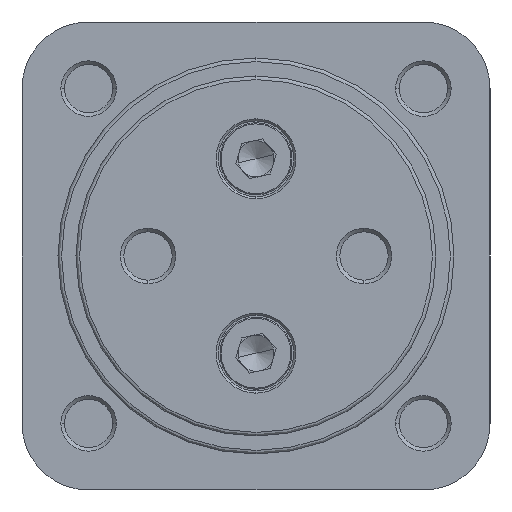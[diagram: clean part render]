
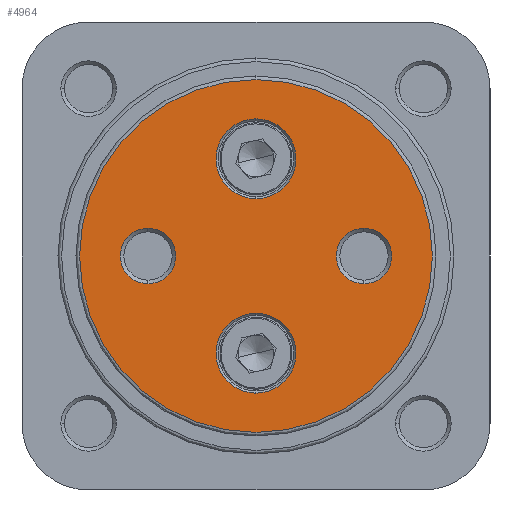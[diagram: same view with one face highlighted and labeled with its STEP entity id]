
A CAD part, left-side view. The second image highlights one B-rep face of the part: STEP entity #4964.
In plain terms, the highlighted planar face has unit normal (-1, 0, 0).
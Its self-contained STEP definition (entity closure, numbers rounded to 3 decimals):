
#41 = ORIENTED_EDGE ( 'NONE', *, *, #7395, .T. ) ;
#612 = CIRCLE ( 'NONE', #7145, 5.55 ) ;
#662 = CIRCLE ( 'NONE', #7166, 3.85 ) ;
#721 = CIRCLE ( 'NONE', #7184, 5.55 ) ;
#722 = CIRCLE ( 'NONE', #7183, 3.85 ) ;
#725 = CIRCLE ( 'NONE', #7185, 5.55 ) ;
#726 = CIRCLE ( 'NONE', #7189, 24.5 ) ;
#760 = CIRCLE ( 'NONE', #7206, 3.85 ) ;
#802 = CIRCLE ( 'NONE', #7226, 3.85 ) ;
#834 = CIRCLE ( 'NONE', #7237, 5.55 ) ;
#839 = CIRCLE ( 'NONE', #7236, 24.5 ) ;
#1226 = CARTESIAN_POINT ( 'NONE',  ( 0., 0., -13.5 ) ) ;
#1244 = DIRECTION ( 'NONE',  ( 1., 0., 0. ) ) ;
#1245 = DIRECTION ( 'NONE',  ( 0., 0., -1. ) ) ;
#1325 = CARTESIAN_POINT ( 'NONE',  ( 0., 15., 0. ) ) ;
#1326 = DIRECTION ( 'NONE',  ( 1., 0., 0. ) ) ;
#1327 = DIRECTION ( 'NONE',  ( 0., 0., -1. ) ) ;
#1420 = CARTESIAN_POINT ( 'NONE',  ( 0., 0., 13.5 ) ) ;
#1427 = DIRECTION ( 'NONE',  ( 1., 0., 0. ) ) ;
#1428 = DIRECTION ( 'NONE',  ( 0., 0., -1. ) ) ;
#1429 = CARTESIAN_POINT ( 'NONE',  ( 0., 15., 0. ) ) ;
#1431 = DIRECTION ( 'NONE',  ( 1., 0., 0. ) ) ;
#1432 = DIRECTION ( 'NONE',  ( 0., 0., -1. ) ) ;
#1435 = CARTESIAN_POINT ( 'NONE',  ( 0., 0., 0. ) ) ;
#1438 = CARTESIAN_POINT ( 'NONE',  ( 0., 0., -13.5 ) ) ;
#1439 = DIRECTION ( 'NONE',  ( 1., 0., 0. ) ) ;
#1440 = DIRECTION ( 'NONE',  ( 0., 0., -1. ) ) ;
#1442 = DIRECTION ( 'NONE',  ( -1., 0., 0. ) ) ;
#1443 = DIRECTION ( 'NONE',  ( 0., 0., -1. ) ) ;
#1505 = CARTESIAN_POINT ( 'NONE',  ( 0., -15., 0. ) ) ;
#1507 = DIRECTION ( 'NONE',  ( 1., 0., 0. ) ) ;
#1508 = DIRECTION ( 'NONE',  ( 0., 0., -1. ) ) ;
#1580 = CARTESIAN_POINT ( 'NONE',  ( 0., -15., 0. ) ) ;
#1589 = DIRECTION ( 'NONE',  ( 1., 0., 0. ) ) ;
#1590 = DIRECTION ( 'NONE',  ( 0., 0., -1. ) ) ;
#1640 = CARTESIAN_POINT ( 'NONE',  ( 0., 0., 13.5 ) ) ;
#1642 = DIRECTION ( 'NONE',  ( 1., 0., 0. ) ) ;
#1643 = DIRECTION ( 'NONE',  ( 0., 0., -1. ) ) ;
#1649 = CARTESIAN_POINT ( 'NONE',  ( 0., 0., 0. ) ) ;
#1650 = DIRECTION ( 'NONE',  ( -1., 0., 0. ) ) ;
#1651 = DIRECTION ( 'NONE',  ( 0., 0., -1. ) ) ;
#1793 = CARTESIAN_POINT ( 'NONE',  ( 0., 0., -7.95 ) ) ;
#1808 = CARTESIAN_POINT ( 'NONE',  ( 0., 15., -3.85 ) ) ;
#1820 = CARTESIAN_POINT ( 'NONE',  ( 0., 0., 24.5 ) ) ;
#1872 = CARTESIAN_POINT ( 'NONE',  ( 0., 0., 7.95 ) ) ;
#1935 = CARTESIAN_POINT ( 'NONE',  ( 0., 15., 3.85 ) ) ;
#1939 = CARTESIAN_POINT ( 'NONE',  ( 0., -15., -3.85 ) ) ;
#1964 = CARTESIAN_POINT ( 'NONE',  ( 0., 0., -24.5 ) ) ;
#1979 = CARTESIAN_POINT ( 'NONE',  ( 0., 0., -19.05 ) ) ;
#1985 = CARTESIAN_POINT ( 'NONE',  ( 0., -15., 3.85 ) ) ;
#2066 = CARTESIAN_POINT ( 'NONE',  ( 0., 0., 19.05 ) ) ;
#2569 = FACE_OUTER_BOUND ( 'NONE', #4795, .T. ) ;
#2572 = FACE_BOUND ( 'NONE', #6231, .T. ) ;
#2574 = FACE_BOUND ( 'NONE', #6239, .T. ) ;
#2576 = FACE_BOUND ( 'NONE', #6238, .T. ) ;
#2578 = FACE_BOUND ( 'NONE', #6242, .T. ) ;
#4714 = ORIENTED_EDGE ( 'NONE', *, *, #7496, .T. ) ;
#4715 = ORIENTED_EDGE ( 'NONE', *, *, #7437, .T. ) ;
#4716 = ORIENTED_EDGE ( 'NONE', *, *, #7436, .T. ) ;
#4723 = ORIENTED_EDGE ( 'NONE', *, *, #7517, .T. ) ;
#4737 = ORIENTED_EDGE ( 'NONE', *, *, #7441, .T. ) ;
#4740 = ORIENTED_EDGE ( 'NONE', *, *, #7520, .T. ) ;
#4795 = EDGE_LOOP ( 'NONE', ( #4737, #4740 ) ) ;
#4917 = ORIENTED_EDGE ( 'NONE', *, *, #7363, .T. ) ;
#4964 = ADVANCED_FACE ( 'NONE', ( #2569, #2574, #2576, #2578, #2572 ), #7862, .F. ) ;
#5187 = ORIENTED_EDGE ( 'NONE', *, *, #7440, .T. ) ;
#5188 = ORIENTED_EDGE ( 'NONE', *, *, #7465, .T. ) ;
#6231 = EDGE_LOOP ( 'NONE', ( #41, #4715 ) ) ;
#6238 = EDGE_LOOP ( 'NONE', ( #4723, #4716 ) ) ;
#6239 = EDGE_LOOP ( 'NONE', ( #4917, #5187 ) ) ;
#6242 = EDGE_LOOP ( 'NONE', ( #5188, #4714 ) ) ;
#6737 = AXIS2_PLACEMENT_3D ( 'NONE', #7786, #7853, #7772 ) ;
#7145 = AXIS2_PLACEMENT_3D ( 'NONE', #1226, #1244, #1245 ) ;
#7166 = AXIS2_PLACEMENT_3D ( 'NONE', #1325, #1326, #1327 ) ;
#7183 = AXIS2_PLACEMENT_3D ( 'NONE', #1429, #1431, #1432 ) ;
#7184 = AXIS2_PLACEMENT_3D ( 'NONE', #1420, #1427, #1428 ) ;
#7185 = AXIS2_PLACEMENT_3D ( 'NONE', #1438, #1439, #1440 ) ;
#7189 = AXIS2_PLACEMENT_3D ( 'NONE', #1435, #1442, #1443 ) ;
#7206 = AXIS2_PLACEMENT_3D ( 'NONE', #1505, #1507, #1508 ) ;
#7226 = AXIS2_PLACEMENT_3D ( 'NONE', #1580, #1589, #1590 ) ;
#7236 = AXIS2_PLACEMENT_3D ( 'NONE', #1649, #1650, #1651 ) ;
#7237 = AXIS2_PLACEMENT_3D ( 'NONE', #1640, #1642, #1643 ) ;
#7363 = EDGE_CURVE ( 'NONE', #7580, #7827, #612, .T. ) ;
#7395 = EDGE_CURVE ( 'NONE', #7737, #7593, #662, .T. ) ;
#7436 = EDGE_CURVE ( 'NONE', #7658, #7999, #721, .T. ) ;
#7437 = EDGE_CURVE ( 'NONE', #7593, #7737, #722, .T. ) ;
#7440 = EDGE_CURVE ( 'NONE', #7827, #7580, #725, .T. ) ;
#7441 = EDGE_CURVE ( 'NONE', #7807, #7606, #726, .T. ) ;
#7465 = EDGE_CURVE ( 'NONE', #7838, #7741, #760, .T. ) ;
#7496 = EDGE_CURVE ( 'NONE', #7741, #7838, #802, .T. ) ;
#7517 = EDGE_CURVE ( 'NONE', #7999, #7658, #834, .T. ) ;
#7520 = EDGE_CURVE ( 'NONE', #7606, #7807, #839, .T. ) ;
#7580 = VERTEX_POINT ( 'NONE', #1793 ) ;
#7593 = VERTEX_POINT ( 'NONE', #1808 ) ;
#7606 = VERTEX_POINT ( 'NONE', #1820 ) ;
#7658 = VERTEX_POINT ( 'NONE', #1872 ) ;
#7737 = VERTEX_POINT ( 'NONE', #1935 ) ;
#7741 = VERTEX_POINT ( 'NONE', #1939 ) ;
#7772 = DIRECTION ( 'NONE',  ( 0., 0., -1. ) ) ;
#7786 = CARTESIAN_POINT ( 'NONE',  ( 0., 0., 0. ) ) ;
#7807 = VERTEX_POINT ( 'NONE', #1964 ) ;
#7827 = VERTEX_POINT ( 'NONE', #1979 ) ;
#7838 = VERTEX_POINT ( 'NONE', #1985 ) ;
#7853 = DIRECTION ( 'NONE',  ( 1., 0., 0. ) ) ;
#7862 = PLANE ( 'NONE',  #6737 ) ;
#7999 = VERTEX_POINT ( 'NONE', #2066 ) ;
